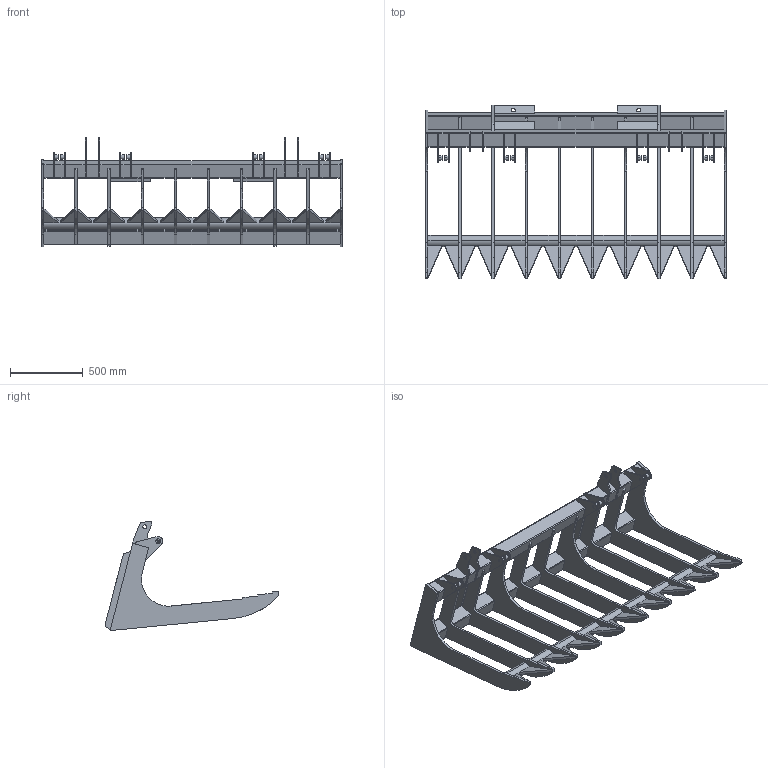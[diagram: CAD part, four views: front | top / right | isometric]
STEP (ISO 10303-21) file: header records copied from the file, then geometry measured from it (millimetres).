
FILE_DESCRIPTION (( 'STEP AP203' ), '1' );
FILE_NAME ('GrappleRake_Primary.STEP', '2023-07-27T05:56:55', ( '' ), ( '' ), 'SwSTEP 2.0', 'SolidWorks 2021', '' );
FILE_SCHEMA (( 'CONFIG_CONTROL_DESIGN' ));
Length unit declared in the file: centimetre
Products named in the file (4): GrappleRake_Primary; Lift Arm _1_; Grapple Rake _1_; Part 1-1
Assembly tree (3 placements, depth 4):
  GrappleRake_Primary
    Lift Arm _1_
      Grapple Rake _1_
        Part 1-1
Bounding box: 2060.57 x 1190.84 x 747.98 mm (x, y, z)
Volume: 51080544.6 mm3; surface area: 8586876.7 mm2
Topology: 1 solids, 12 shells, 605 faces, 1725 edges, 1134 vertices
Faces by surface type: plane 396, cylinder 209
Entity records: 20179 total; most frequent: CARTESIAN_POINT 3550, ORIENTED_EDGE 3450, DIRECTION 3353, EDGE_CURVE 1725, VECTOR 1271, LINE 1271, VERTEX_POINT 1134, AXIS2_PLACEMENT_3D 1041
